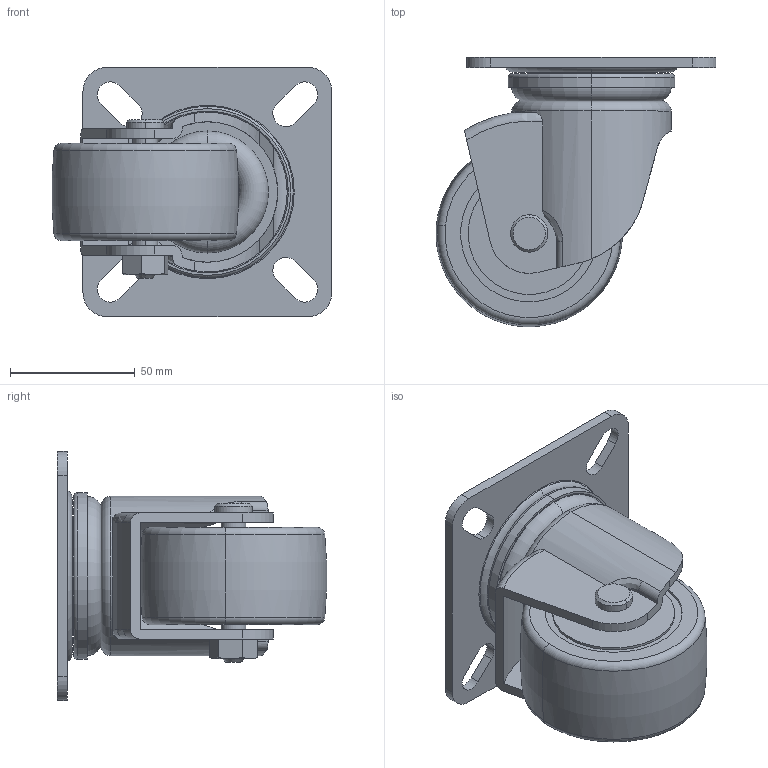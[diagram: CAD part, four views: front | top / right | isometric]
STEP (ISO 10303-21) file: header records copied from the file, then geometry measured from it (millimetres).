
FILE_DESCRIPTION (( 'STEP AP203' ), '1' );
FILE_NAME ('K-300HJ-75.STEP', '2009-10-06T08:25:14', ( ' ' ), ( ' ' ), 'SwSTEP 2.0', 'SolidWorks 2007', '' );
FILE_SCHEMA (( 'CONFIG_CONTROL_DESIGN' ));
Length unit declared in the file: millimetre
Products named in the file (7): K-300-HJ-75嬍拱絖岞_棉太倌; K-300HJ-75幵椫_岞_棉太倌; K-300HJ-75; K-300HJ-75僔儍僼僩_岞_棉太倌; 六角ナットM10（1種）_JIS B 1181 Hexagon nut - Class 1 Finished M10 --N; 杊恛妒薨[_棉太倌; K-300HJ-75嬍墴偟_岞_棉太倌
Assembly tree (6 placements, depth 2):
  K-300HJ-75
    K-300HJ-75幵椫_岞_棉太倌
    六角ナットM10（1種）_JIS B 1181 Hexagon nut - Class 1 Finished M10 --N
    K-300-HJ-75嬍拱絖岞_棉太倌
    K-300HJ-75僔儍僼僩_岞_棉太倌
    杊恛妒薨[_棉太倌
    K-300HJ-75嬍墴偟_岞_棉太倌
Bounding box: 112.42 x 108.11 x 100 mm (x, y, z)
Volume: 291979 mm3; surface area: 89966 mm2
Topology: 6 solids, 6 shells, 241 faces, 545 edges, 334 vertices
Faces by surface type: cylinder 81, plane 77, torus 57, cone 23, bspline 3
Entity records: 8122 total; most frequent: CARTESIAN_POINT 1887, DIRECTION 1254, ORIENTED_EDGE 1090, EDGE_CURVE 545, AXIS2_PLACEMENT_3D 533, VERTEX_POINT 334, CIRCLE 286, EDGE_LOOP 279
